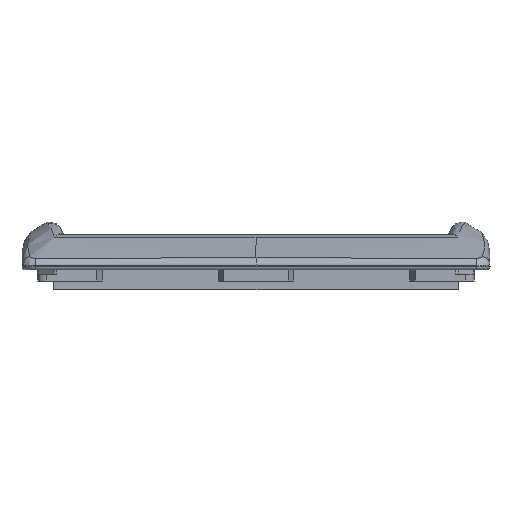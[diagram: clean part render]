
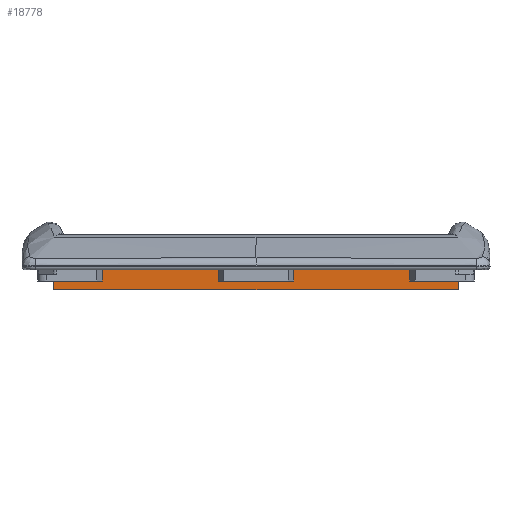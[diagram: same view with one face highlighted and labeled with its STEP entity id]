
A CAD part, front view. The second image highlights one B-rep face of the part: STEP entity #18778.
In plain terms, the highlighted planar face has unit normal (0, -1, -0.009).
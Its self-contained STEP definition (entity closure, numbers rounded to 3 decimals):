
#475 = EDGE_CURVE ( 'NONE', #16740, #24159, #7001, .T. ) ;
#903 = LINE ( 'NONE', #7636, #25008 ) ;
#916 = CARTESIAN_POINT ( 'NONE',  ( 13.671, -32.526, -2. ) ) ;
#1065 = DIRECTION ( 'NONE',  ( 1., 0., 0. ) ) ;
#1629 = ORIENTED_EDGE ( 'NONE', *, *, #25033, .T. ) ;
#1804 = CARTESIAN_POINT ( 'NONE',  ( 25.132, -32.482, -7.05 ) ) ;
#2000 = DIRECTION ( 'NONE',  ( -1., 0., 0. ) ) ;
#2595 = DIRECTION ( 'NONE',  ( 0., 0.009, -1. ) ) ;
#2599 = VECTOR ( 'NONE', #6917, 1000. ) ;
#2714 = CARTESIAN_POINT ( 'NONE',  ( -70.332, -32.482, -7.05 ) ) ;
#3002 = VERTEX_POINT ( 'NONE', #10859 ) ;
#3079 = ORIENTED_EDGE ( 'NONE', *, *, #24283, .F. ) ;
#3841 = ORIENTED_EDGE ( 'NONE', *, *, #19818, .F. ) ;
#4938 = CARTESIAN_POINT ( 'NONE',  ( 25.071, -32.421, -14. ) ) ;
#5119 = VERTEX_POINT ( 'NONE', #2714 ) ;
#5365 = LINE ( 'NONE', #15710, #5528 ) ;
#5478 = DIRECTION ( 'NONE',  ( -0.006, 0.009, -1. ) ) ;
#5528 = VECTOR ( 'NONE', #2000, 1000. ) ;
#5865 = CARTESIAN_POINT ( 'NONE',  ( 13.69, -32.5, -5. ) ) ;
#6243 = ORIENTED_EDGE ( 'NONE', *, *, #9132, .F. ) ;
#6425 = DIRECTION ( 'NONE',  ( 0.006, 0.009, -1. ) ) ;
#6917 = DIRECTION ( 'NONE',  ( 0.009, -0.009, 1. ) ) ;
#7001 = LINE ( 'NONE', #23639, #8471 ) ;
#7546 = VECTOR ( 'NONE', #9562, 1000. ) ;
#7572 = LINE ( 'NONE', #24964, #7546 ) ;
#7636 = CARTESIAN_POINT ( 'NONE',  ( 0., -32.482, -7.05 ) ) ;
#7941 = ORIENTED_EDGE ( 'NONE', *, *, #21857, .T. ) ;
#8471 = VECTOR ( 'NONE', #9917, 1000. ) ;
#8971 = VERTEX_POINT ( 'NONE', #21204 ) ;
#9132 = EDGE_CURVE ( 'NONE', #8971, #3002, #16204, .T. ) ;
#9187 = LINE ( 'NONE', #916, #9390 ) ;
#9390 = VECTOR ( 'NONE', #22426, 1000. ) ;
#9562 = DIRECTION ( 'NONE',  ( 0.009, 0.009, -1. ) ) ;
#9605 = DIRECTION ( 'NONE',  ( 1., 0., 0. ) ) ;
#9638 = CARTESIAN_POINT ( 'NONE',  ( 13.671, -32.526, -2. ) ) ;
#9728 = VERTEX_POINT ( 'NONE', #18453 ) ;
#9917 = DIRECTION ( 'NONE',  ( -0.006, 0.009, -1. ) ) ;
#10662 = EDGE_CURVE ( 'NONE', #9728, #12333, #12829, .T. ) ;
#10859 = CARTESIAN_POINT ( 'NONE',  ( -31.51, -32.5, -5. ) ) ;
#11370 = VERTEX_POINT ( 'NONE', #22409 ) ;
#11678 = CARTESIAN_POINT ( 'NONE',  ( -13.69, -32.5, -5. ) ) ;
#12321 = VECTOR ( 'NONE', #14311, 1000. ) ;
#12333 = VERTEX_POINT ( 'NONE', #5865 ) ;
#12376 = PLANE ( 'NONE',  #23594 ) ;
#12539 = FACE_OUTER_BOUND ( 'NONE', #23933, .T. ) ;
#12829 = LINE ( 'NONE', #22122, #12321 ) ;
#13095 = ORIENTED_EDGE ( 'NONE', *, *, #21594, .T. ) ;
#13643 = CARTESIAN_POINT ( 'NONE',  ( -13.671, -32.526, -2. ) ) ;
#13714 = ORIENTED_EDGE ( 'NONE', *, *, #23978, .F. ) ;
#14311 = DIRECTION ( 'NONE',  ( -1., 0., 0. ) ) ;
#14348 = DIRECTION ( 'NONE',  ( 0., -1., -0.009 ) ) ;
#14355 = LINE ( 'NONE', #15233, #18202 ) ;
#14780 = EDGE_CURVE ( 'NONE', #25369, #11370, #14355, .T. ) ;
#15219 = LINE ( 'NONE', #4938, #2599 ) ;
#15233 = CARTESIAN_POINT ( 'NONE',  ( -58.871, -32.526, -2. ) ) ;
#15259 = VERTEX_POINT ( 'NONE', #1804 ) ;
#15710 = CARTESIAN_POINT ( 'NONE',  ( 0., -32.5, -5. ) ) ;
#15735 = EDGE_CURVE ( 'NONE', #15259, #9728, #15219, .T. ) ;
#15762 = CARTESIAN_POINT ( 'NONE',  ( 0., -32.5, -5. ) ) ;
#15857 = LINE ( 'NONE', #15762, #20751 ) ;
#16021 = VERTEX_POINT ( 'NONE', #17457 ) ;
#16074 = VECTOR ( 'NONE', #6425, 1000. ) ;
#16188 = CARTESIAN_POINT ( 'NONE',  ( -31.529, -32.526, -2. ) ) ;
#16204 = LINE ( 'NONE', #16188, #16074 ) ;
#16449 = ORIENTED_EDGE ( 'NONE', *, *, #20081, .T. ) ;
#16740 = VERTEX_POINT ( 'NONE', #13643 ) ;
#17457 = CARTESIAN_POINT ( 'NONE',  ( -70.35, -32.5, -5. ) ) ;
#17512 = VECTOR ( 'NONE', #20129, 1000. ) ;
#18160 = CARTESIAN_POINT ( 'NONE',  ( 0., -32.526, -2. ) ) ;
#18202 = VECTOR ( 'NONE', #5478, 1000. ) ;
#18453 = CARTESIAN_POINT ( 'NONE',  ( 25.15, -32.5, -5. ) ) ;
#18778 = ADVANCED_FACE ( 'NONE', ( #12539 ), #12376, .T. ) ;
#19157 = ORIENTED_EDGE ( 'NONE', *, *, #475, .T. ) ;
#19278 = CARTESIAN_POINT ( 'NONE',  ( -58.871, -32.526, -2. ) ) ;
#19479 = LINE ( 'NONE', #18160, #17512 ) ;
#19770 = ORIENTED_EDGE ( 'NONE', *, *, #14780, .T. ) ;
#19818 = EDGE_CURVE ( 'NONE', #24855, #12333, #9187, .T. ) ;
#20081 = EDGE_CURVE ( 'NONE', #16021, #5119, #7572, .T. ) ;
#20129 = DIRECTION ( 'NONE',  ( 1., 0., 0. ) ) ;
#20182 = CARTESIAN_POINT ( 'NONE',  ( 0., -32.5, -5. ) ) ;
#20751 = VECTOR ( 'NONE', #23674, 1000. ) ;
#21068 = VECTOR ( 'NONE', #1065, 1000. ) ;
#21124 = LINE ( 'NONE', #24530, #21068 ) ;
#21204 = CARTESIAN_POINT ( 'NONE',  ( -31.529, -32.526, -2. ) ) ;
#21460 = ORIENTED_EDGE ( 'NONE', *, *, #15735, .T. ) ;
#21594 = EDGE_CURVE ( 'NONE', #5119, #15259, #903, .T. ) ;
#21857 = EDGE_CURVE ( 'NONE', #24159, #3002, #15857, .T. ) ;
#22122 = CARTESIAN_POINT ( 'NONE',  ( 0., -32.5, -5. ) ) ;
#22409 = CARTESIAN_POINT ( 'NONE',  ( -58.89, -32.5, -5. ) ) ;
#22426 = DIRECTION ( 'NONE',  ( 0.006, 0.009, -1. ) ) ;
#23594 = AXIS2_PLACEMENT_3D ( 'NONE', #20182, #14348, #2595 ) ;
#23639 = CARTESIAN_POINT ( 'NONE',  ( -13.671, -32.526, -2. ) ) ;
#23674 = DIRECTION ( 'NONE',  ( -1., 0., 0. ) ) ;
#23933 = EDGE_LOOP ( 'NONE', ( #13714, #19770, #1629, #16449, #13095, #21460, #25051, #3841, #3079, #19157, #7941, #6243 ) ) ;
#23978 = EDGE_CURVE ( 'NONE', #25369, #8971, #21124, .T. ) ;
#24159 = VERTEX_POINT ( 'NONE', #11678 ) ;
#24283 = EDGE_CURVE ( 'NONE', #16740, #24855, #19479, .T. ) ;
#24530 = CARTESIAN_POINT ( 'NONE',  ( 0., -32.526, -2. ) ) ;
#24855 = VERTEX_POINT ( 'NONE', #9638 ) ;
#24964 = CARTESIAN_POINT ( 'NONE',  ( -70.35, -32.5, -5. ) ) ;
#25008 = VECTOR ( 'NONE', #9605, 1000. ) ;
#25033 = EDGE_CURVE ( 'NONE', #11370, #16021, #5365, .T. ) ;
#25051 = ORIENTED_EDGE ( 'NONE', *, *, #10662, .T. ) ;
#25369 = VERTEX_POINT ( 'NONE', #19278 ) ;
